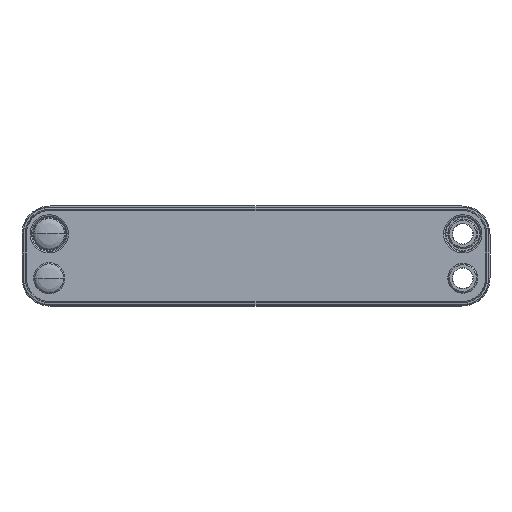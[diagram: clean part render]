
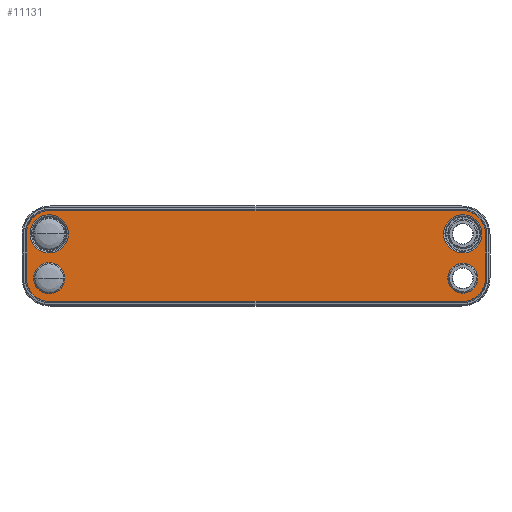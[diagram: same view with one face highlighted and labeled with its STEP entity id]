
A CAD part, front view. The second image highlights one B-rep face of the part: STEP entity #11131.
In plain terms, the highlighted face is planar.
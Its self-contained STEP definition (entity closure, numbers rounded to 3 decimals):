
#9768=CARTESIAN_POINT('',(233.,2.,-25.));
#9769=DIRECTION('',(0.,1.,0.));
#9770=DIRECTION('',(1.,0.,0.));
#9771=AXIS2_PLACEMENT_3D('',#9768,#9769,#9770);
#9773=CARTESIAN_POINT('',(233.,2.,-25.));
#9774=DIRECTION('',(0.,1.,0.));
#9775=DIRECTION('',(-1.,0.,0.));
#9776=AXIS2_PLACEMENT_3D('',#9773,#9774,#9775);
#9778=CARTESIAN_POINT('',(-233.,2.,-25.));
#9779=DIRECTION('',(0.,1.,0.));
#9780=DIRECTION('',(1.,0.,0.));
#9781=AXIS2_PLACEMENT_3D('',#9778,#9779,#9780);
#9783=CARTESIAN_POINT('',(-233.,2.,-25.));
#9784=DIRECTION('',(0.,1.,0.));
#9785=DIRECTION('',(-1.,0.,0.));
#9786=AXIS2_PLACEMENT_3D('',#9783,#9784,#9785);
#9788=CARTESIAN_POINT('',(-233.,2.,25.));
#9789=DIRECTION('',(0.,1.,0.));
#9790=DIRECTION('',(1.,0.,0.));
#9791=AXIS2_PLACEMENT_3D('',#9788,#9789,#9790);
#9793=CARTESIAN_POINT('',(-233.,2.,25.));
#9794=DIRECTION('',(0.,1.,0.));
#9795=DIRECTION('',(-1.,0.,0.));
#9796=AXIS2_PLACEMENT_3D('',#9793,#9794,#9795);
#9798=CARTESIAN_POINT('',(233.,2.,25.));
#9799=DIRECTION('',(0.,1.,0.));
#9800=DIRECTION('',(1.,0.,0.));
#9801=AXIS2_PLACEMENT_3D('',#9798,#9799,#9800);
#9803=CARTESIAN_POINT('',(233.,2.,25.));
#9804=DIRECTION('',(0.,1.,0.));
#9805=DIRECTION('',(-1.,0.,0.));
#9806=AXIS2_PLACEMENT_3D('',#9803,#9804,#9805);
#9808=CARTESIAN_POINT('',(-232.48,2.,25.095));
#9809=DIRECTION('',(0.,-1.,0.));
#9810=DIRECTION('',(0.,0.,1.));
#9811=AXIS2_PLACEMENT_3D('',#9808,#9809,#9810);
#9813=DIRECTION('',(0.,0.,-1.));
#9814=VECTOR('',#9813,50.19);
#9815=CARTESIAN_POINT('',(-258.605,2.,25.095));
#9816=LINE('',#9815,#9814);
#9817=CARTESIAN_POINT('',(-232.48,2.,-25.095));
#9818=DIRECTION('',(0.,-1.,0.));
#9819=DIRECTION('',(-1.,0.,0.));
#9820=AXIS2_PLACEMENT_3D('',#9817,#9818,#9819);
#9822=DIRECTION('',(1.,0.,0.));
#9823=VECTOR('',#9822,464.96);
#9824=CARTESIAN_POINT('',(-232.48,2.,-51.22));
#9825=LINE('',#9824,#9823);
#9826=CARTESIAN_POINT('',(232.48,2.,-25.095));
#9827=DIRECTION('',(0.,-1.,0.));
#9828=DIRECTION('',(0.,0.,-1.));
#9829=AXIS2_PLACEMENT_3D('',#9826,#9827,#9828);
#9831=DIRECTION('',(0.,0.,1.));
#9832=VECTOR('',#9831,50.19);
#9833=CARTESIAN_POINT('',(258.605,2.,-25.095));
#9834=LINE('',#9833,#9832);
#9835=CARTESIAN_POINT('',(232.48,2.,25.095));
#9836=DIRECTION('',(0.,-1.,0.));
#9837=DIRECTION('',(1.,0.,0.));
#9838=AXIS2_PLACEMENT_3D('',#9835,#9836,#9837);
#9840=DIRECTION('',(-1.,0.,0.));
#9841=VECTOR('',#9840,464.96);
#9842=CARTESIAN_POINT('',(232.48,2.,51.22));
#9843=LINE('',#9842,#9841);
#10844=CARTESIAN_POINT('',(245.55,2.,25.));
#10845=CARTESIAN_POINT('',(220.45,2.,25.));
#10846=VERTEX_POINT('',#10844);
#10847=VERTEX_POINT('',#10845);
#10859=CARTESIAN_POINT('',(-215.417,2.,25.));
#10860=VERTEX_POINT('',#10859);
#10872=CARTESIAN_POINT('',(-250.583,2.,25.));
#10873=VERTEX_POINT('',#10872);
#10901=CARTESIAN_POINT('',(-211.456,2.,-25.));
#10902=VERTEX_POINT('',#10901);
#10930=CARTESIAN_POINT('',(-254.544,2.,-25.));
#10931=VERTEX_POINT('',#10930);
#10946=CARTESIAN_POINT('',(254.544,2.,-25.));
#10947=VERTEX_POINT('',#10946);
#10962=CARTESIAN_POINT('',(211.456,2.,-25.));
#10963=VERTEX_POINT('',#10962);
#11020=CARTESIAN_POINT('',(-232.48,2.,51.22));
#11021=CARTESIAN_POINT('',(-258.605,2.,25.095));
#11022=VERTEX_POINT('',#11020);
#11023=VERTEX_POINT('',#11021);
#11028=CARTESIAN_POINT('',(-258.605,2.,-25.095));
#11029=VERTEX_POINT('',#11028);
#11032=CARTESIAN_POINT('',(-232.48,2.,-51.22));
#11033=VERTEX_POINT('',#11032);
#11036=CARTESIAN_POINT('',(232.48,2.,-51.22));
#11037=VERTEX_POINT('',#11036);
#11040=CARTESIAN_POINT('',(258.605,2.,-25.095));
#11041=VERTEX_POINT('',#11040);
#11044=CARTESIAN_POINT('',(258.605,2.,25.095));
#11045=VERTEX_POINT('',#11044);
#11048=CARTESIAN_POINT('',(232.48,2.,51.22));
#11049=VERTEX_POINT('',#11048);
#11084=CARTESIAN_POINT('',(0.,2.,0.));
#11085=DIRECTION('',(0.,1.,0.));
#11086=DIRECTION('',(1.,0.,0.));
#11087=AXIS2_PLACEMENT_3D('',#11084,#11085,#11086);
#11088=PLANE('',#11087);
#11090=ORIENTED_EDGE('',*,*,#11089,.T.);
#11092=ORIENTED_EDGE('',*,*,#11091,.T.);
#11094=ORIENTED_EDGE('',*,*,#11093,.T.);
#11096=ORIENTED_EDGE('',*,*,#11095,.T.);
#11098=ORIENTED_EDGE('',*,*,#11097,.T.);
#11100=ORIENTED_EDGE('',*,*,#11099,.T.);
#11102=ORIENTED_EDGE('',*,*,#11101,.T.);
#11104=ORIENTED_EDGE('',*,*,#11103,.T.);
#11105=EDGE_LOOP('',(#11090,#11092,#11094,#11096,#11098,#11100,#11102,#11104));
#11106=FACE_OUTER_BOUND('',#11105,.F.);
#11108=ORIENTED_EDGE('',*,*,#11107,.T.);
#11110=ORIENTED_EDGE('',*,*,#11109,.T.);
#11111=EDGE_LOOP('',(#11108,#11110));
#11112=FACE_BOUND('',#11111,.F.);
#11114=ORIENTED_EDGE('',*,*,#11113,.T.);
#11116=ORIENTED_EDGE('',*,*,#11115,.T.);
#11117=EDGE_LOOP('',(#11114,#11116));
#11118=FACE_BOUND('',#11117,.F.);
#11120=ORIENTED_EDGE('',*,*,#11119,.T.);
#11122=ORIENTED_EDGE('',*,*,#11121,.T.);
#11123=EDGE_LOOP('',(#11120,#11122));
#11124=FACE_BOUND('',#11123,.F.);
#11126=ORIENTED_EDGE('',*,*,#11125,.T.);
#11128=ORIENTED_EDGE('',*,*,#11127,.T.);
#11129=EDGE_LOOP('',(#11126,#11128));
#11130=FACE_BOUND('',#11129,.F.);
#11131=ADVANCED_FACE('',(#11106,#11112,#11118,#11124,#11130),#11088,.T.);
#9772=CIRCLE('',#9771,21.544);
#9777=CIRCLE('',#9776,21.544);
#9782=CIRCLE('',#9781,21.544);
#9787=CIRCLE('',#9786,21.544);
#9792=CIRCLE('',#9791,17.583);
#9797=CIRCLE('',#9796,17.583);
#9802=CIRCLE('',#9801,12.55);
#9807=CIRCLE('',#9806,12.55);
#9812=CIRCLE('',#9811,26.125);
#9821=CIRCLE('',#9820,26.125);
#9830=CIRCLE('',#9829,26.125);
#9839=CIRCLE('',#9838,26.125);
#11089=EDGE_CURVE('',#11022,#11023,#9812,.T.);
#11091=EDGE_CURVE('',#11023,#11029,#9816,.T.);
#11093=EDGE_CURVE('',#11029,#11033,#9821,.T.);
#11095=EDGE_CURVE('',#11033,#11037,#9825,.T.);
#11097=EDGE_CURVE('',#11037,#11041,#9830,.T.);
#11099=EDGE_CURVE('',#11041,#11045,#9834,.T.);
#11101=EDGE_CURVE('',#11045,#11049,#9839,.T.);
#11103=EDGE_CURVE('',#11049,#11022,#9843,.T.);
#11107=EDGE_CURVE('',#10947,#10963,#9772,.T.);
#11109=EDGE_CURVE('',#10963,#10947,#9777,.T.);
#11113=EDGE_CURVE('',#10902,#10931,#9782,.T.);
#11115=EDGE_CURVE('',#10931,#10902,#9787,.T.);
#11119=EDGE_CURVE('',#10860,#10873,#9792,.T.);
#11121=EDGE_CURVE('',#10873,#10860,#9797,.T.);
#11125=EDGE_CURVE('',#10846,#10847,#9802,.T.);
#11127=EDGE_CURVE('',#10847,#10846,#9807,.T.);
